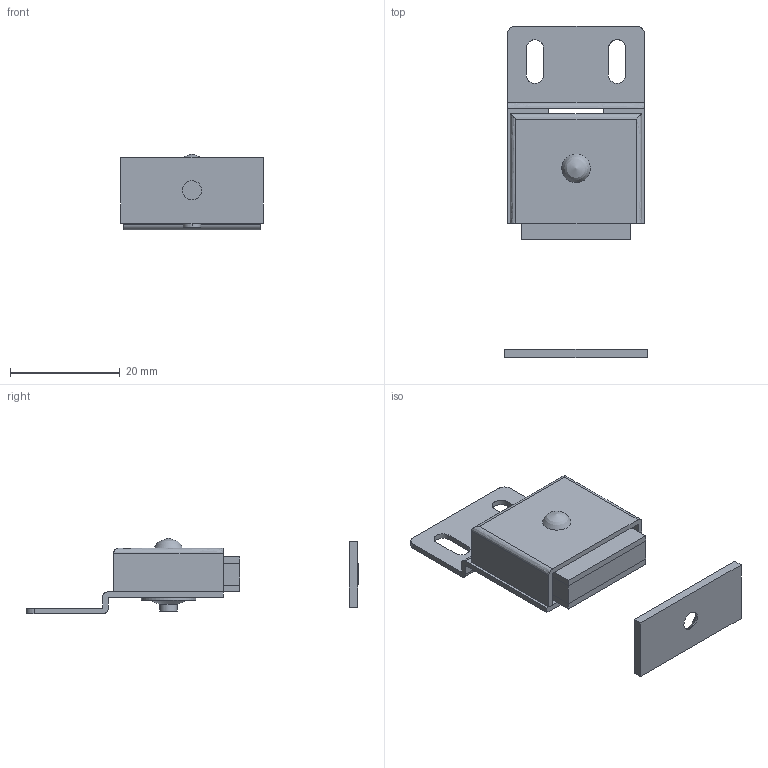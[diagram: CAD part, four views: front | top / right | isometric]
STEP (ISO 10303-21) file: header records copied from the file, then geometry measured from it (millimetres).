
FILE_DESCRIPTION((''),'2;1');
FILE_NAME('','2009-10-15T11:29:25',(''),(''),'','CADfix','');
FILE_SCHEMA(('AUTOMOTIVE_DESIGN { 1 0 10303 214 1 1 1 1 }'));
Length unit declared in the file: millimetre
Bounding box: 26 x 60.6 x 13.8 mm (x, y, z)
Volume: 4673.3 mm3; surface area: 7663.8 mm2
Topology: 8 solids, 8 shells, 102 faces, 288 edges, 202 vertices
Faces by surface type: bspline 102
Entity records: 3561 total; most frequent: CARTESIAN_POINT 1769, ORIENTED_EDGE 576, EDGE_CURVE 288, VERTEX_POINT 202, QUASI_UNIFORM_CURVE 182, EDGE_LOOP 120, FACE_OUTER_BOUND 102, ADVANCED_FACE 102
